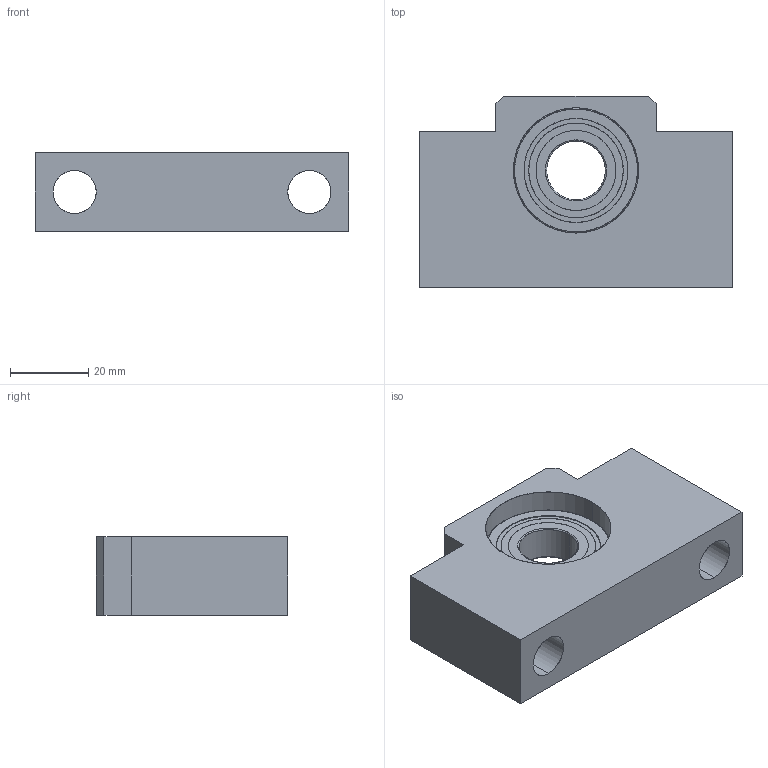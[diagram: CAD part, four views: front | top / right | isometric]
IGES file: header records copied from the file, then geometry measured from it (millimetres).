
Start section: SolidWorks IGES file using analytic representation for surfaces
Global section: file name: AF 15.IGS; native system: SolidWorks 2013; preprocessor: SolidWorks 2013; author: Administrator; date: 141022.094842; units: millimetre
Bounding box: 80 x 49 x 20 mm (x, y, z)
Surface area: 18204.4 mm2 (no closed solid volume)
Topology: 0 solids, 0 shells, 56 faces, 1092 edges, 1092 vertices
Faces by surface type: bspline 30, revolution 26
